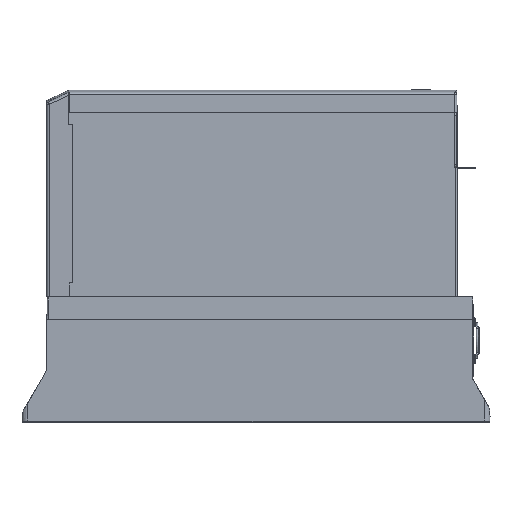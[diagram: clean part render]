
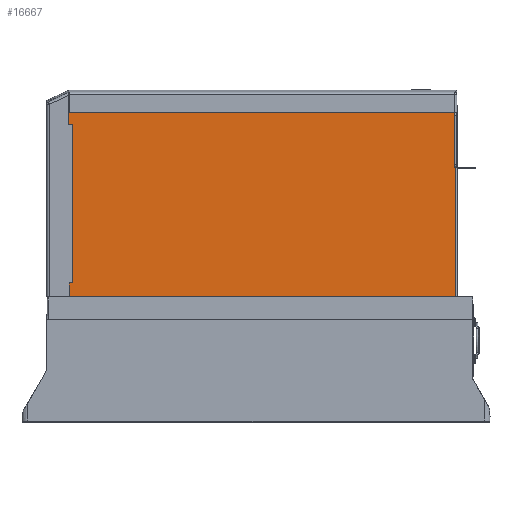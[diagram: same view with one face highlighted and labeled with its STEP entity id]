
A CAD part, left-side view. The second image highlights one B-rep face of the part: STEP entity #16667.
In plain terms, the highlighted planar face has unit normal (-1, 0, 0).
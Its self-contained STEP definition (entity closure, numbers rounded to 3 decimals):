
#104 = CARTESIAN_POINT ( 'NONE',  ( -24.5, -55.7, 108.5 ) ) ;
#1041 = CARTESIAN_POINT ( 'NONE',  ( -24.5, -368.95, 221. ) ) ;
#1124 = VECTOR ( 'NONE', #6716, 1000. ) ;
#1189 = CARTESIAN_POINT ( 'NONE',  ( -24.5, -55.7, 268.5 ) ) ;
#1696 = EDGE_CURVE ( 'NONE', #27338, #4830, #12522, .T. ) ;
#2305 = VERTEX_POINT ( 'NONE', #10072 ) ;
#2900 = DIRECTION ( 'NONE',  ( 0., 0., -1. ) ) ;
#3262 = LINE ( 'NONE', #104, #6675 ) ;
#3660 = LINE ( 'NONE', #24655, #26620 ) ;
#3736 = VECTOR ( 'NONE', #12902, 1000. ) ;
#4021 = VECTOR ( 'NONE', #2900, 1000. ) ;
#4176 = EDGE_CURVE ( 'NONE', #11692, #6880, #3262, .T. ) ;
#4225 = LINE ( 'NONE', #1041, #10486 ) ;
#4809 = EDGE_LOOP ( 'NONE', ( #13141, #10268, #24868, #18730, #21123, #10957, #9600, #23467, #26812, #19235 ) ) ;
#4830 = VERTEX_POINT ( 'NONE', #19804 ) ;
#5188 = DIRECTION ( 'NONE',  ( 0., -1., 0. ) ) ;
#6002 = DIRECTION ( 'NONE',  ( 0., 1., 0. ) ) ;
#6071 = CARTESIAN_POINT ( 'NONE',  ( -24.5, -36.202, 108.5 ) ) ;
#6237 = CARTESIAN_POINT ( 'NONE',  ( -24.5, -368.95, 221. ) ) ;
#6324 = DIRECTION ( 'NONE',  ( 0., 0., -1. ) ) ;
#6675 = VECTOR ( 'NONE', #27406, 1000. ) ;
#6716 = DIRECTION ( 'NONE',  ( 0., -1., 0. ) ) ;
#6880 = VERTEX_POINT ( 'NONE', #15583 ) ;
#7487 = LINE ( 'NONE', #1189, #12005 ) ;
#8155 = VECTOR ( 'NONE', #19716, 1000. ) ;
#8326 = DIRECTION ( 'NONE',  ( -1., 0., 0. ) ) ;
#8489 = CARTESIAN_POINT ( 'NONE',  ( -24.5, -33.502, 120.65 ) ) ;
#8854 = CARTESIAN_POINT ( 'NONE',  ( -24.5, -32.702, 268.5 ) ) ;
#9109 = EDGE_CURVE ( 'NONE', #23439, #11692, #3660, .T. ) ;
#9127 = CARTESIAN_POINT ( 'NONE',  ( -24.5, -55.7, 120.65 ) ) ;
#9445 = CARTESIAN_POINT ( 'NONE',  ( -24.5, -368.45, 221. ) ) ;
#9446 = CARTESIAN_POINT ( 'NONE',  ( -24.5, -32.702, 108.5 ) ) ;
#9594 = EDGE_CURVE ( 'NONE', #11564, #27338, #7487, .T. ) ;
#9600 = ORIENTED_EDGE ( 'NONE', *, *, #21889, .T. ) ;
#9809 = CARTESIAN_POINT ( 'NONE',  ( -24.5, -55.7, 258.34 ) ) ;
#10038 = EDGE_CURVE ( 'NONE', #14038, #11564, #19049, .T. ) ;
#10072 = CARTESIAN_POINT ( 'NONE',  ( -24.5, -36.202, 258.34 ) ) ;
#10268 = ORIENTED_EDGE ( 'NONE', *, *, #10038, .T. ) ;
#10486 = VECTOR ( 'NONE', #28321, 1000. ) ;
#10957 = ORIENTED_EDGE ( 'NONE', *, *, #27835, .T. ) ;
#11390 = CARTESIAN_POINT ( 'NONE',  ( -24.5, -368.45, 268.5 ) ) ;
#11434 = CARTESIAN_POINT ( 'NONE',  ( -24.5, -55.7, 108.5 ) ) ;
#11501 = VERTEX_POINT ( 'NONE', #17384 ) ;
#11564 = VERTEX_POINT ( 'NONE', #11390 ) ;
#11692 = VERTEX_POINT ( 'NONE', #30316 ) ;
#12005 = VECTOR ( 'NONE', #28455, 1000. ) ;
#12196 = LINE ( 'NONE', #9127, #12473 ) ;
#12473 = VECTOR ( 'NONE', #6002, 1000. ) ;
#12522 = LINE ( 'NONE', #9446, #15436 ) ;
#12902 = DIRECTION ( 'NONE',  ( 0., 0., 1. ) ) ;
#12916 = LINE ( 'NONE', #9809, #1124 ) ;
#13141 = ORIENTED_EDGE ( 'NONE', *, *, #27533, .T. ) ;
#14038 = VERTEX_POINT ( 'NONE', #9445 ) ;
#14499 = PLANE ( 'NONE',  #18093 ) ;
#15388 = LINE ( 'NONE', #6071, #4021 ) ;
#15436 = VECTOR ( 'NONE', #6324, 1000. ) ;
#15583 = CARTESIAN_POINT ( 'NONE',  ( -24.5, -368.95, 108.5 ) ) ;
#15995 = CARTESIAN_POINT ( 'NONE',  ( -24.5, -368.45, 108.5 ) ) ;
#16667 = ADVANCED_FACE ( 'NONE', ( #17306 ), #14499, .T. ) ;
#17183 = VERTEX_POINT ( 'NONE', #6237 ) ;
#17306 = FACE_OUTER_BOUND ( 'NONE', #4809, .T. ) ;
#17384 = CARTESIAN_POINT ( 'NONE',  ( -24.5, -36.202, 120.65 ) ) ;
#18093 = AXIS2_PLACEMENT_3D ( 'NONE', #11434, #8326, #5188 ) ;
#18730 = ORIENTED_EDGE ( 'NONE', *, *, #1696, .T. ) ;
#19049 = LINE ( 'NONE', #15995, #3736 ) ;
#19235 = ORIENTED_EDGE ( 'NONE', *, *, #27523, .T. ) ;
#19716 = DIRECTION ( 'NONE',  ( 0., 0., 1. ) ) ;
#19804 = CARTESIAN_POINT ( 'NONE',  ( -24.5, -32.702, 258.34 ) ) ;
#21123 = ORIENTED_EDGE ( 'NONE', *, *, #24835, .T. ) ;
#21527 = DIRECTION ( 'NONE',  ( 0., 0., -1. ) ) ;
#21889 = EDGE_CURVE ( 'NONE', #11501, #23439, #12196, .T. ) ;
#22842 = CARTESIAN_POINT ( 'NONE',  ( -24.5, -368.95, 108.5 ) ) ;
#23439 = VERTEX_POINT ( 'NONE', #8489 ) ;
#23467 = ORIENTED_EDGE ( 'NONE', *, *, #9109, .T. ) ;
#24655 = CARTESIAN_POINT ( 'NONE',  ( -24.5, -33.502, 108.5 ) ) ;
#24835 = EDGE_CURVE ( 'NONE', #4830, #2305, #12916, .T. ) ;
#24868 = ORIENTED_EDGE ( 'NONE', *, *, #9594, .T. ) ;
#25923 = LINE ( 'NONE', #22842, #8155 ) ;
#26620 = VECTOR ( 'NONE', #21527, 1000. ) ;
#26812 = ORIENTED_EDGE ( 'NONE', *, *, #4176, .T. ) ;
#27338 = VERTEX_POINT ( 'NONE', #8854 ) ;
#27406 = DIRECTION ( 'NONE',  ( 0., -1., 0. ) ) ;
#27523 = EDGE_CURVE ( 'NONE', #6880, #17183, #25923, .T. ) ;
#27533 = EDGE_CURVE ( 'NONE', #17183, #14038, #4225, .T. ) ;
#27835 = EDGE_CURVE ( 'NONE', #2305, #11501, #15388, .T. ) ;
#28321 = DIRECTION ( 'NONE',  ( 0., 1., 0. ) ) ;
#28455 = DIRECTION ( 'NONE',  ( 0., 1., 0. ) ) ;
#30316 = CARTESIAN_POINT ( 'NONE',  ( -24.5, -33.502, 108.5 ) ) ;
